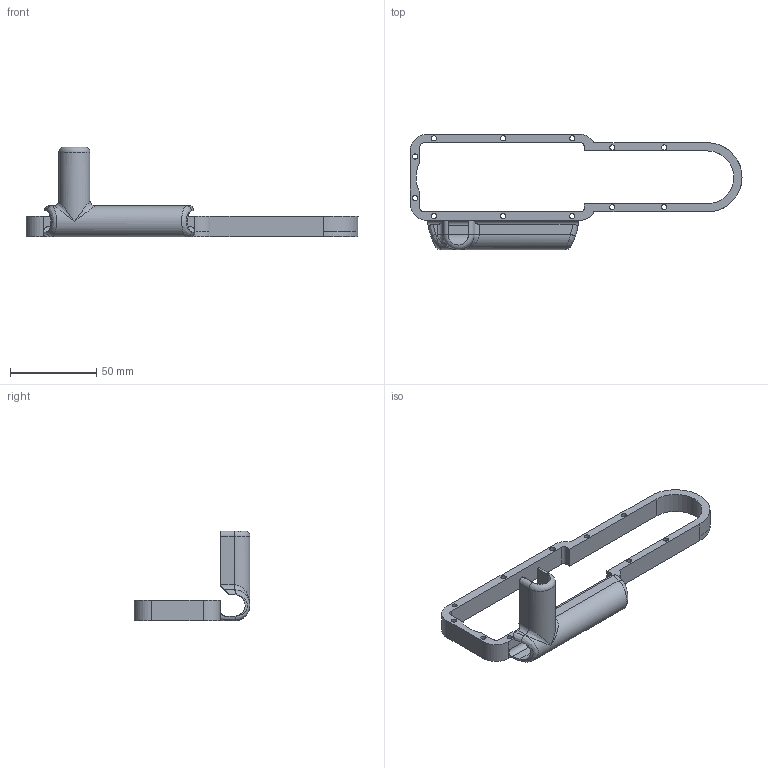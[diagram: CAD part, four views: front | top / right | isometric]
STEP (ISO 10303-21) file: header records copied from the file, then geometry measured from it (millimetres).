
FILE_DESCRIPTION (( 'STEP AP214' ), '1' );
FILE_NAME ('J5 Side Spacer.STEP', '2024-02-11T21:26:04', ( '' ), ( '' ), 'SwSTEP 2.0', 'SolidWorks 2022', '' );
FILE_SCHEMA (( 'AUTOMOTIVE_DESIGN' ));
Length unit declared in the file: millimetre
Products named in the file (1): J5 Side Spacer
Bounding box: 192 x 67 x 52 mm (x, y, z)
Volume: 36912.2 mm3; surface area: 24827.6 mm2
Topology: 1 solids, 1 shells, 78 faces, 227 edges, 149 vertices
Faces by surface type: cylinder 37, plane 32, bspline 8, torus 1
Full cylindrical faces by diameter (mm): 3 x12
Entity records: 3825 total; most frequent: CARTESIAN_POINT 1833, ORIENTED_EDGE 426, DIRECTION 359, EDGE_CURVE 213, VERTEX_POINT 149, AXIS2_PLACEMENT_3D 132, EDGE_LOOP 116, VECTOR 95
